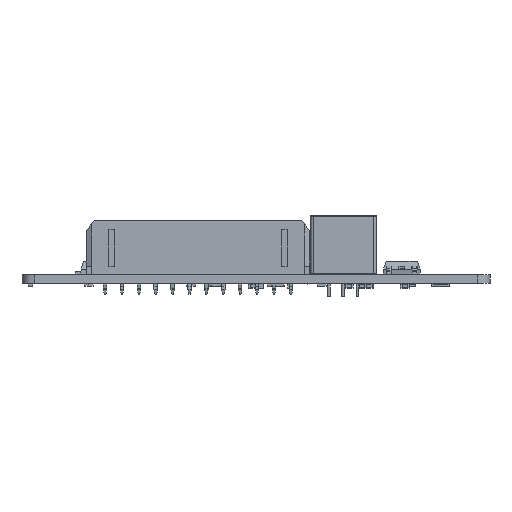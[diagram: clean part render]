
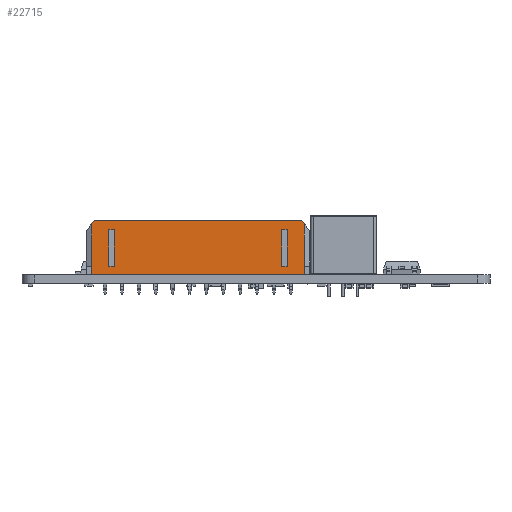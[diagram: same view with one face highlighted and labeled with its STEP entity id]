
A CAD part, left-side view. The second image highlights one B-rep face of the part: STEP entity #22715.
In plain terms, the highlighted face is planar.
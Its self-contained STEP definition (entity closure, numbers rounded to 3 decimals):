
#20625 = VERTEX_POINT('',#20626);
#20626 = CARTESIAN_POINT('',(-19.185,9.9,0.));
#20673 = VERTEX_POINT('',#20674);
#20674 = CARTESIAN_POINT('',(19.185,9.9,0.));
#20680 = EDGE_CURVE('',#20625,#20673,#20681,.T.);
#20681 = LINE('',#20682,#20683);
#20682 = CARTESIAN_POINT('',(-19.825,9.9,0.));
#20683 = VECTOR('',#20684,1.);
#20684 = DIRECTION('',(1.,0.,0.));
#22715 = ADVANCED_FACE('',(#22716,#22750,#22784),#22873,.T.);
#22716 = FACE_BOUND('',#22717,.T.);
#22717 = EDGE_LOOP('',(#22718,#22728,#22736,#22744));
#22718 = ORIENTED_EDGE('',*,*,#22719,.F.);
#22719 = EDGE_CURVE('',#22720,#22722,#22724,.T.);
#22720 = VERTEX_POINT('',#22721);
#22721 = CARTESIAN_POINT('',(14.85,8.06,0.));
#22722 = VERTEX_POINT('',#22723);
#22723 = CARTESIAN_POINT('',(15.85,8.06,0.));
#22724 = LINE('',#22725,#22726);
#22725 = CARTESIAN_POINT('',(15.85,8.06,0.));
#22726 = VECTOR('',#22727,1.);
#22727 = DIRECTION('',(1.,0.,0.));
#22728 = ORIENTED_EDGE('',*,*,#22729,.F.);
#22729 = EDGE_CURVE('',#22730,#22720,#22732,.T.);
#22730 = VERTEX_POINT('',#22731);
#22731 = CARTESIAN_POINT('',(14.85,1.6,0.));
#22732 = LINE('',#22733,#22734);
#22733 = CARTESIAN_POINT('',(14.85,8.06,0.));
#22734 = VECTOR('',#22735,1.);
#22735 = DIRECTION('',(0.,1.,0.));
#22736 = ORIENTED_EDGE('',*,*,#22737,.T.);
#22737 = EDGE_CURVE('',#22730,#22738,#22740,.T.);
#22738 = VERTEX_POINT('',#22739);
#22739 = CARTESIAN_POINT('',(15.85,1.6,0.));
#22740 = LINE('',#22741,#22742);
#22741 = CARTESIAN_POINT('',(15.85,1.6,0.));
#22742 = VECTOR('',#22743,1.);
#22743 = DIRECTION('',(1.,0.,0.));
#22744 = ORIENTED_EDGE('',*,*,#22745,.T.);
#22745 = EDGE_CURVE('',#22738,#22722,#22746,.T.);
#22746 = LINE('',#22747,#22748);
#22747 = CARTESIAN_POINT('',(15.85,8.06,0.));
#22748 = VECTOR('',#22749,1.);
#22749 = DIRECTION('',(0.,1.,0.));
#22750 = FACE_BOUND('',#22751,.T.);
#22751 = EDGE_LOOP('',(#22752,#22762,#22770,#22778));
#22752 = ORIENTED_EDGE('',*,*,#22753,.F.);
#22753 = EDGE_CURVE('',#22754,#22756,#22758,.T.);
#22754 = VERTEX_POINT('',#22755);
#22755 = CARTESIAN_POINT('',(-15.85,8.06,0.));
#22756 = VERTEX_POINT('',#22757);
#22757 = CARTESIAN_POINT('',(-14.85,8.06,0.));
#22758 = LINE('',#22759,#22760);
#22759 = CARTESIAN_POINT('',(-14.85,8.06,0.));
#22760 = VECTOR('',#22761,1.);
#22761 = DIRECTION('',(1.,0.,0.));
#22762 = ORIENTED_EDGE('',*,*,#22763,.F.);
#22763 = EDGE_CURVE('',#22764,#22754,#22766,.T.);
#22764 = VERTEX_POINT('',#22765);
#22765 = CARTESIAN_POINT('',(-15.85,1.6,0.));
#22766 = LINE('',#22767,#22768);
#22767 = CARTESIAN_POINT('',(-15.85,8.06,0.));
#22768 = VECTOR('',#22769,1.);
#22769 = DIRECTION('',(0.,1.,0.));
#22770 = ORIENTED_EDGE('',*,*,#22771,.T.);
#22771 = EDGE_CURVE('',#22764,#22772,#22774,.T.);
#22772 = VERTEX_POINT('',#22773);
#22773 = CARTESIAN_POINT('',(-14.85,1.6,0.));
#22774 = LINE('',#22775,#22776);
#22775 = CARTESIAN_POINT('',(-14.85,1.6,0.));
#22776 = VECTOR('',#22777,1.);
#22777 = DIRECTION('',(1.,0.,0.));
#22778 = ORIENTED_EDGE('',*,*,#22779,.T.);
#22779 = EDGE_CURVE('',#22772,#22756,#22780,.T.);
#22780 = LINE('',#22781,#22782);
#22781 = CARTESIAN_POINT('',(-14.85,8.06,0.));
#22782 = VECTOR('',#22783,1.);
#22783 = DIRECTION('',(0.,1.,0.));
#22784 = FACE_BOUND('',#22785,.T.);
#22785 = EDGE_LOOP('',(#22786,#22796,#22804,#22812,#22820,#22826,#22827,
    #22835,#22843,#22851,#22859,#22867));
#22786 = ORIENTED_EDGE('',*,*,#22787,.T.);
#22787 = EDGE_CURVE('',#22788,#22790,#22792,.T.);
#22788 = VERTEX_POINT('',#22789);
#22789 = CARTESIAN_POINT('',(-18.425,0.,0.));
#22790 = VERTEX_POINT('',#22791);
#22791 = CARTESIAN_POINT('',(-18.89,0.554,0.));
#22792 = LINE('',#22793,#22794);
#22793 = CARTESIAN_POINT('',(-18.425,0.,0.));
#22794 = VECTOR('',#22795,1.);
#22795 = DIRECTION('',(-0.643,0.766,0.));
#22796 = ORIENTED_EDGE('',*,*,#22797,.T.);
#22797 = EDGE_CURVE('',#22790,#22798,#22800,.T.);
#22798 = VERTEX_POINT('',#22799);
#22799 = CARTESIAN_POINT('',(-18.89,8.05,0.));
#22800 = LINE('',#22801,#22802);
#22801 = CARTESIAN_POINT('',(-18.89,9.9,0.));
#22802 = VECTOR('',#22803,1.);
#22803 = DIRECTION('',(0.,1.,0.));
#22804 = ORIENTED_EDGE('',*,*,#22805,.T.);
#22805 = EDGE_CURVE('',#22798,#22806,#22808,.T.);
#22806 = VERTEX_POINT('',#22807);
#22807 = CARTESIAN_POINT('',(-18.89,9.6,0.));
#22808 = LINE('',#22809,#22810);
#22809 = CARTESIAN_POINT('',(-18.89,9.6,0.));
#22810 = VECTOR('',#22811,1.);
#22811 = DIRECTION('',(0.,1.,0.));
#22812 = ORIENTED_EDGE('',*,*,#22813,.T.);
#22813 = EDGE_CURVE('',#22806,#22814,#22816,.T.);
#22814 = VERTEX_POINT('',#22815);
#22815 = CARTESIAN_POINT('',(-19.19,9.9,0.));
#22816 = LINE('',#22817,#22818);
#22817 = CARTESIAN_POINT('',(-19.19,9.9,0.));
#22818 = VECTOR('',#22819,1.);
#22819 = DIRECTION('',(-0.707,0.707,0.));
#22820 = ORIENTED_EDGE('',*,*,#22821,.T.);
#22821 = EDGE_CURVE('',#22814,#20625,#22822,.T.);
#22822 = LINE('',#22823,#22824);
#22823 = CARTESIAN_POINT('',(-19.825,9.9,0.));
#22824 = VECTOR('',#22825,1.);
#22825 = DIRECTION('',(1.,0.,0.));
#22826 = ORIENTED_EDGE('',*,*,#20680,.T.);
#22827 = ORIENTED_EDGE('',*,*,#22828,.T.);
#22828 = EDGE_CURVE('',#20673,#22829,#22831,.T.);
#22829 = VERTEX_POINT('',#22830);
#22830 = CARTESIAN_POINT('',(19.19,9.9,0.));
#22831 = LINE('',#22832,#22833);
#22832 = CARTESIAN_POINT('',(-19.825,9.9,0.));
#22833 = VECTOR('',#22834,1.);
#22834 = DIRECTION('',(1.,0.,0.));
#22835 = ORIENTED_EDGE('',*,*,#22836,.F.);
#22836 = EDGE_CURVE('',#22837,#22829,#22839,.T.);
#22837 = VERTEX_POINT('',#22838);
#22838 = CARTESIAN_POINT('',(18.89,9.6,0.));
#22839 = LINE('',#22840,#22841);
#22840 = CARTESIAN_POINT('',(19.19,9.9,0.));
#22841 = VECTOR('',#22842,1.);
#22842 = DIRECTION('',(0.707,0.707,0.));
#22843 = ORIENTED_EDGE('',*,*,#22844,.F.);
#22844 = EDGE_CURVE('',#22845,#22837,#22847,.T.);
#22845 = VERTEX_POINT('',#22846);
#22846 = CARTESIAN_POINT('',(18.89,8.05,0.));
#22847 = LINE('',#22848,#22849);
#22848 = CARTESIAN_POINT('',(18.89,9.6,0.));
#22849 = VECTOR('',#22850,1.);
#22850 = DIRECTION('',(0.,1.,0.));
#22851 = ORIENTED_EDGE('',*,*,#22852,.T.);
#22852 = EDGE_CURVE('',#22845,#22853,#22855,.T.);
#22853 = VERTEX_POINT('',#22854);
#22854 = CARTESIAN_POINT('',(18.89,0.554,0.));
#22855 = LINE('',#22856,#22857);
#22856 = CARTESIAN_POINT('',(18.89,9.9,0.));
#22857 = VECTOR('',#22858,1.);
#22858 = DIRECTION('',(0.,-1.,0.));
#22859 = ORIENTED_EDGE('',*,*,#22860,.T.);
#22860 = EDGE_CURVE('',#22853,#22861,#22863,.T.);
#22861 = VERTEX_POINT('',#22862);
#22862 = CARTESIAN_POINT('',(18.425,0.,0.));
#22863 = LINE('',#22864,#22865);
#22864 = CARTESIAN_POINT('',(19.825,1.668,0.));
#22865 = VECTOR('',#22866,1.);
#22866 = DIRECTION('',(-0.643,-0.766,0.));
#22867 = ORIENTED_EDGE('',*,*,#22868,.F.);
#22868 = EDGE_CURVE('',#22788,#22861,#22869,.T.);
#22869 = LINE('',#22870,#22871);
#22870 = CARTESIAN_POINT('',(-19.825,0.,0.));
#22871 = VECTOR('',#22872,1.);
#22872 = DIRECTION('',(1.,0.,0.));
#22873 = PLANE('',#22874);
#22874 = AXIS2_PLACEMENT_3D('',#22875,#22876,#22877);
#22875 = CARTESIAN_POINT('',(-19.825,9.9,0.));
#22876 = DIRECTION('',(0.,0.,-1.));
#22877 = DIRECTION('',(-1.,0.,0.));
